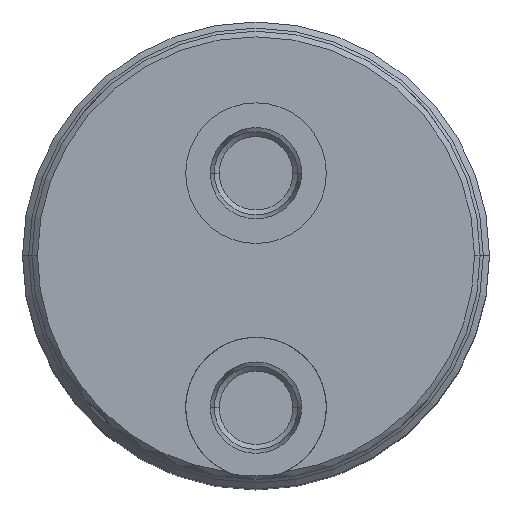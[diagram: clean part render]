
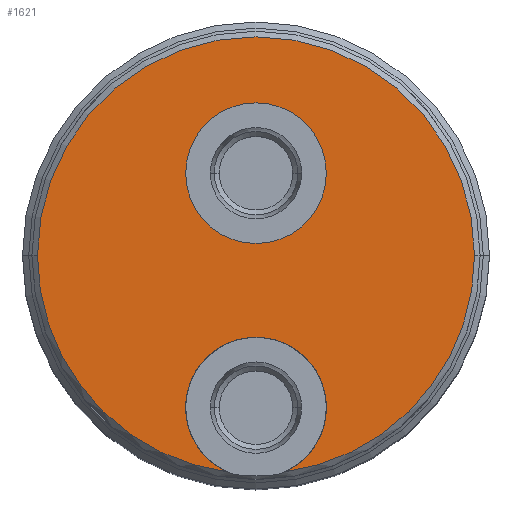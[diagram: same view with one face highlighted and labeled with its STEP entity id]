
A CAD part, top view. The second image highlights one B-rep face of the part: STEP entity #1621.
In plain terms, the highlighted planar face has unit normal (0, 0, 1).
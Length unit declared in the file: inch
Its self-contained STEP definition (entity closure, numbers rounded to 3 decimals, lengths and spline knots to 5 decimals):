
#367=CARTESIAN_POINT('',(0.,0.438,3.62));
#368=DIRECTION('',(0.,0.,-1.));
#369=DIRECTION('',(-1.,0.,0.));
#370=AXIS2_PLACEMENT_3D('',#367,#368,#369);
#375=CARTESIAN_POINT('',(0.,0.438,3.62));
#376=DIRECTION('',(0.,0.,-1.));
#377=DIRECTION('',(1.,0.,0.));
#378=AXIS2_PLACEMENT_3D('',#375,#376,#377);
#383=CARTESIAN_POINT('',(0.,0.,3.62));
#384=DIRECTION('',(0.,0.,1.));
#385=DIRECTION('',(-1.,0.,0.));
#386=AXIS2_PLACEMENT_3D('',#383,#384,#385);
#391=CARTESIAN_POINT('',(0.,0.,3.62));
#392=DIRECTION('',(0.,0.,1.));
#393=DIRECTION('',(1.,0.,0.));
#394=AXIS2_PLACEMENT_3D('',#391,#392,#393);
#399=CARTESIAN_POINT('',(0.,0.,3.62));
#400=DIRECTION('',(0.,0.,1.));
#401=DIRECTION('',(0.13,-0.992,0.));
#402=AXIS2_PLACEMENT_3D('',#399,#400,#401);
#579=CARTESIAN_POINT('',(0.,-0.812,3.62));
#580=DIRECTION('',(0.,0.,-1.));
#581=DIRECTION('',(-0.403,-0.915,0.));
#582=AXIS2_PLACEMENT_3D('',#579,#580,#581);
#1311=CARTESIAN_POINT('',(-0.375,0.438,3.62));
#1312=CARTESIAN_POINT('',(0.375,0.438,3.62));
#1313=VERTEX_POINT('',#1311);
#1314=VERTEX_POINT('',#1312);
#1331=CARTESIAN_POINT('',(-1.165,0.,3.62));
#1332=CARTESIAN_POINT('',(-0.15127,-1.15514,3.62));
#1333=VERTEX_POINT('',#1331);
#1334=VERTEX_POINT('',#1332);
#1335=CARTESIAN_POINT('',(0.15127,-1.15514,3.62));
#1336=CARTESIAN_POINT('',(1.165,0.,3.62));
#1337=VERTEX_POINT('',#1335);
#1338=VERTEX_POINT('',#1336);
#1601=CARTESIAN_POINT('',(0.,0.,3.62));
#1602=DIRECTION('',(0.,0.,1.));
#1603=DIRECTION('',(1.,0.,0.));
#1604=AXIS2_PLACEMENT_3D('',#1601,#1602,#1603);
#1605=PLANE('',#1604);
#1607=ORIENTED_EDGE('',*,*,#1606,.F.);
#1608=ORIENTED_EDGE('',*,*,#1591,.F.);
#1610=ORIENTED_EDGE('',*,*,#1609,.F.);
#1612=ORIENTED_EDGE('',*,*,#1611,.F.);
#1613=EDGE_LOOP('',(#1607,#1608,#1610,#1612));
#1614=FACE_OUTER_BOUND('',#1613,.F.);
#1616=ORIENTED_EDGE('',*,*,#1615,.F.);
#1618=ORIENTED_EDGE('',*,*,#1617,.F.);
#1619=EDGE_LOOP('',(#1616,#1618));
#1620=FACE_BOUND('',#1619,.F.);
#371=CIRCLE('',#370,0.375);
#379=CIRCLE('',#378,0.375);
#387=CIRCLE('',#386,1.165);
#395=CIRCLE('',#394,1.165);
#403=CIRCLE('',#402,1.165);
#583=CIRCLE('',#582,0.375);
#1591=EDGE_CURVE('',#1338,#1333,#395,.T.);
#1606=EDGE_CURVE('',#1333,#1334,#387,.T.);
#1609=EDGE_CURVE('',#1337,#1338,#403,.T.);
#1611=EDGE_CURVE('',#1334,#1337,#583,.T.);
#1615=EDGE_CURVE('',#1313,#1314,#371,.T.);
#1617=EDGE_CURVE('',#1314,#1313,#379,.T.);
#1621=ADVANCED_FACE('',(#1614,#1620),#1605,.T.);
